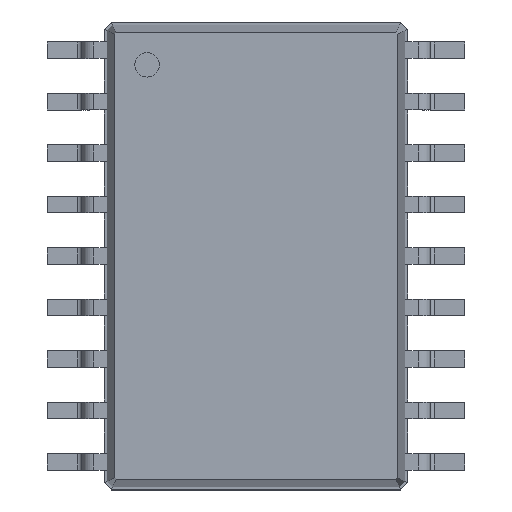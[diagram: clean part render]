
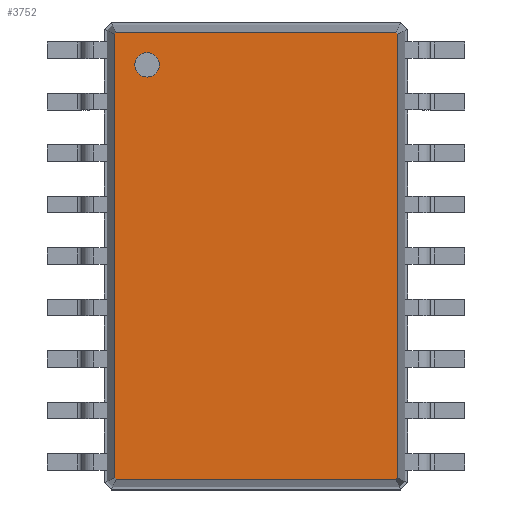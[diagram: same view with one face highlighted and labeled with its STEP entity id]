
A CAD part, top view. The second image highlights one B-rep face of the part: STEP entity #3752.
In plain terms, the highlighted planar face has unit normal (0, 0, 1).
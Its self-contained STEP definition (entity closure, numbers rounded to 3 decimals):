
#1524 = VERTEX_POINT('',#1525);
#1525 = CARTESIAN_POINT('',(-3.489,5.469,2.75));
#1530 = EDGE_CURVE('',#1531,#1524,#1533,.T.);
#1531 = VERTEX_POINT('',#1532);
#1532 = CARTESIAN_POINT('',(-3.489,-5.469,2.75));
#1533 = LINE('',#1534,#1535);
#1534 = CARTESIAN_POINT('',(-3.489,-5.469,2.75));
#1535 = VECTOR('',#1536,1.);
#1536 = DIRECTION('',(0.,1.,0.));
#3716 = EDGE_CURVE('',#3717,#1531,#3719,.T.);
#3717 = VERTEX_POINT('',#3718);
#3718 = CARTESIAN_POINT('',(-3.444,-5.514,2.75));
#3719 = LINE('',#3720,#3721);
#3720 = CARTESIAN_POINT('',(-3.444,-5.514,2.75));
#3721 = VECTOR('',#3722,1.);
#3722 = DIRECTION('',(-0.707,0.707,0.));
#3752 = ADVANCED_FACE('',(#3753,#3803),#3814,.T.);
#3753 = FACE_BOUND('',#3754,.T.);
#3754 = EDGE_LOOP('',(#3755,#3765,#3771,#3772,#3773,#3781,#3789,#3797));
#3755 = ORIENTED_EDGE('',*,*,#3756,.F.);
#3756 = EDGE_CURVE('',#3757,#3759,#3761,.T.);
#3757 = VERTEX_POINT('',#3758);
#3758 = CARTESIAN_POINT('',(-3.444,5.514,2.75));
#3759 = VERTEX_POINT('',#3760);
#3760 = CARTESIAN_POINT('',(3.444,5.514,2.75));
#3761 = LINE('',#3762,#3763);
#3762 = CARTESIAN_POINT('',(-3.444,5.514,2.75));
#3763 = VECTOR('',#3764,1.);
#3764 = DIRECTION('',(1.,0.,0.));
#3765 = ORIENTED_EDGE('',*,*,#3766,.F.);
#3766 = EDGE_CURVE('',#1524,#3757,#3767,.T.);
#3767 = LINE('',#3768,#3769);
#3768 = CARTESIAN_POINT('',(-3.489,5.469,2.75));
#3769 = VECTOR('',#3770,1.);
#3770 = DIRECTION('',(0.707,0.707,0.));
#3771 = ORIENTED_EDGE('',*,*,#1530,.F.);
#3772 = ORIENTED_EDGE('',*,*,#3716,.F.);
#3773 = ORIENTED_EDGE('',*,*,#3774,.F.);
#3774 = EDGE_CURVE('',#3775,#3717,#3777,.T.);
#3775 = VERTEX_POINT('',#3776);
#3776 = CARTESIAN_POINT('',(3.444,-5.514,2.75));
#3777 = LINE('',#3778,#3779);
#3778 = CARTESIAN_POINT('',(3.444,-5.514,2.75));
#3779 = VECTOR('',#3780,1.);
#3780 = DIRECTION('',(-1.,0.,0.));
#3781 = ORIENTED_EDGE('',*,*,#3782,.F.);
#3782 = EDGE_CURVE('',#3783,#3775,#3785,.T.);
#3783 = VERTEX_POINT('',#3784);
#3784 = CARTESIAN_POINT('',(3.489,-5.469,2.75));
#3785 = LINE('',#3786,#3787);
#3786 = CARTESIAN_POINT('',(3.489,-5.469,2.75));
#3787 = VECTOR('',#3788,1.);
#3788 = DIRECTION('',(-0.707,-0.707,0.));
#3789 = ORIENTED_EDGE('',*,*,#3790,.F.);
#3790 = EDGE_CURVE('',#3791,#3783,#3793,.T.);
#3791 = VERTEX_POINT('',#3792);
#3792 = CARTESIAN_POINT('',(3.489,5.469,2.75));
#3793 = LINE('',#3794,#3795);
#3794 = CARTESIAN_POINT('',(3.489,5.469,2.75));
#3795 = VECTOR('',#3796,1.);
#3796 = DIRECTION('',(0.,-1.,0.));
#3797 = ORIENTED_EDGE('',*,*,#3798,.F.);
#3798 = EDGE_CURVE('',#3759,#3791,#3799,.T.);
#3799 = LINE('',#3800,#3801);
#3800 = CARTESIAN_POINT('',(3.444,5.514,2.75));
#3801 = VECTOR('',#3802,1.);
#3802 = DIRECTION('',(0.707,-0.707,0.));
#3803 = FACE_BOUND('',#3804,.T.);
#3804 = EDGE_LOOP('',(#3805));
#3805 = ORIENTED_EDGE('',*,*,#3806,.F.);
#3806 = EDGE_CURVE('',#3807,#3807,#3809,.T.);
#3807 = VERTEX_POINT('',#3808);
#3808 = CARTESIAN_POINT('',(-2.689,4.414,2.75));
#3809 = CIRCLE('',#3810,0.3);
#3810 = AXIS2_PLACEMENT_3D('',#3811,#3812,#3813);
#3811 = CARTESIAN_POINT('',(-2.689,4.714,2.75));
#3812 = DIRECTION('',(0.,0.,1.));
#3813 = DIRECTION('',(0.,-1.,0.));
#3814 = PLANE('',#3815);
#3815 = AXIS2_PLACEMENT_3D('',#3816,#3817,#3818);
#3816 = CARTESIAN_POINT('',(-3.444,5.514,2.75));
#3817 = DIRECTION('',(0.,0.,1.));
#3818 = DIRECTION('',(0.53,-0.848,0.));
